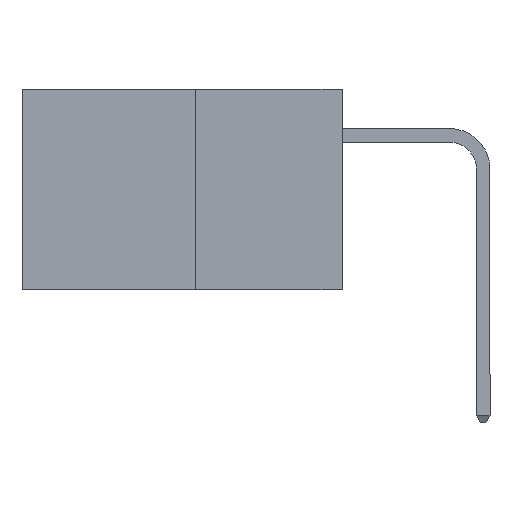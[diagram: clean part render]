
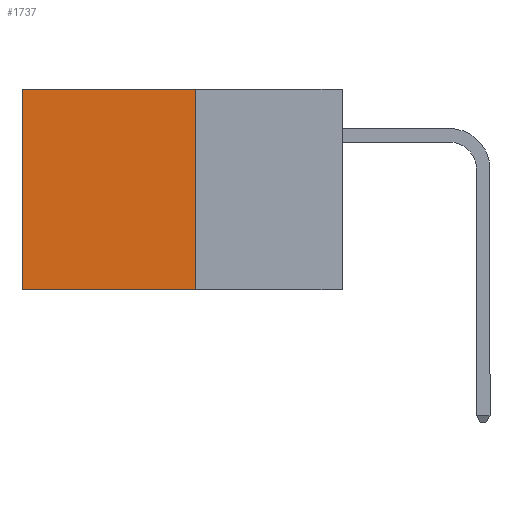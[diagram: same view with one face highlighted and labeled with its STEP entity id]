
A CAD part, left-side view. The second image highlights one B-rep face of the part: STEP entity #1737.
In plain terms, the highlighted planar face has unit normal (-1, 0, 0).
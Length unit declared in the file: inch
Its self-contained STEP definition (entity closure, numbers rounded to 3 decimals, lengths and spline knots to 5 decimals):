
#76 = EDGE_CURVE ( 'NONE', #4921, #10227, #3015, .T. ) ;
#769 = ORIENTED_EDGE ( 'NONE', *, *, #8161, .T. ) ;
#948 = CARTESIAN_POINT ( 'NONE',  ( 0.277, 0.59, -0.37 ) ) ;
#953 = CARTESIAN_POINT ( 'NONE',  ( 0.277, 0.27, -0.37 ) ) ;
#990 = DIRECTION ( 'NONE',  ( 0., 0., -1. ) ) ;
#1126 = CARTESIAN_POINT ( 'NONE',  ( 0.277, 0.59, 0. ) ) ;
#1275 = AXIS2_PLACEMENT_3D ( 'NONE', #953, #9404, #9117 ) ;
#1590 = EDGE_CURVE ( 'NONE', #4921, #10873, #6566, .T. ) ;
#1737 = ADVANCED_FACE ( 'NONE', ( #4191 ), #6523, .F. ) ;
#1882 = LINE ( 'NONE', #948, #5930 ) ;
#2439 = CARTESIAN_POINT ( 'NONE',  ( 0.277, 0.27, 0. ) ) ;
#2865 = EDGE_CURVE ( 'NONE', #10873, #3097, #8428, .T. ) ;
#3015 = LINE ( 'NONE', #10094, #7228 ) ;
#3097 = VERTEX_POINT ( 'NONE', #10529 ) ;
#3480 = ORIENTED_EDGE ( 'NONE', *, *, #1590, .F. ) ;
#3724 = DIRECTION ( 'NONE',  ( 0., 0., -1. ) ) ;
#4191 = FACE_OUTER_BOUND ( 'NONE', #9108, .T. ) ;
#4344 = VECTOR ( 'NONE', #3724, 39.37008 ) ;
#4494 = CARTESIAN_POINT ( 'NONE',  ( 0.277, 0.27, -0.37 ) ) ;
#4916 = CARTESIAN_POINT ( 'NONE',  ( 0.277, 0.27, -0.37 ) ) ;
#4921 = VERTEX_POINT ( 'NONE', #2439 ) ;
#5440 = DIRECTION ( 'NONE',  ( 0., 1., 0. ) ) ;
#5779 = ORIENTED_EDGE ( 'NONE', *, *, #2865, .F. ) ;
#5930 = VECTOR ( 'NONE', #990, 39.37008 ) ;
#6210 = CARTESIAN_POINT ( 'NONE',  ( 0.277, 0.27, -0.37 ) ) ;
#6283 = VECTOR ( 'NONE', #5440, 39.37008 ) ;
#6523 = PLANE ( 'NONE',  #1275 ) ;
#6566 = LINE ( 'NONE', #4916, #4344 ) ;
#7228 = VECTOR ( 'NONE', #10730, 39.37008 ) ;
#7924 = ORIENTED_EDGE ( 'NONE', *, *, #76, .T. ) ;
#8161 = EDGE_CURVE ( 'NONE', #10227, #3097, #1882, .T. ) ;
#8428 = LINE ( 'NONE', #6210, #6283 ) ;
#9108 = EDGE_LOOP ( 'NONE', ( #769, #5779, #3480, #7924 ) ) ;
#9117 = DIRECTION ( 'NONE',  ( 0., 0., -1. ) ) ;
#9404 = DIRECTION ( 'NONE',  ( 1., 0., 0. ) ) ;
#10094 = CARTESIAN_POINT ( 'NONE',  ( 0.277, 0.27, 0. ) ) ;
#10227 = VERTEX_POINT ( 'NONE', #1126 ) ;
#10529 = CARTESIAN_POINT ( 'NONE',  ( 0.277, 0.59, -0.37 ) ) ;
#10730 = DIRECTION ( 'NONE',  ( 0., 1., 0. ) ) ;
#10873 = VERTEX_POINT ( 'NONE', #4494 ) ;
